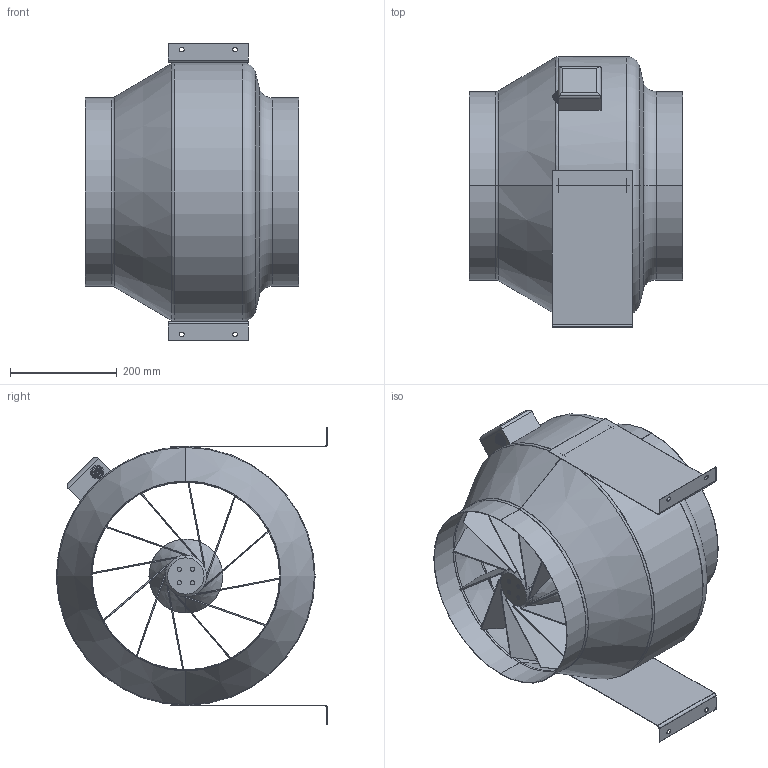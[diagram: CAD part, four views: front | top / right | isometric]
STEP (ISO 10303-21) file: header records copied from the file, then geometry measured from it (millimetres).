
FILE_DESCRIPTION (( 'STEP AP214' ), '1' );
FILE_NAME ('ERR_35-1-S.step', '2009-05-12T21:48:06', ( 'Wolfgang Schmidt' ), ( 'WS-KO' ), 'SwSTEP 2.0', 'SolidWorks 2008', '' );
FILE_SCHEMA (( 'AUTOMOTIVE_DESIGN' ));
Length unit declared in the file: millimetre
Products named in the file (1): ERR_35-1-S
Bounding box: 400 x 507 x 555 mm (x, y, z)
Volume: 2451099.1 mm3; surface area: 1778299.4 mm2
Topology: 4 solids, 4 shells, 227 faces, 584 edges, 375 vertices
Faces by surface type: plane 107, cylinder 66, cone 38, torus 16
Entity records: 7446 total; most frequent: CARTESIAN_POINT 1902, ORIENTED_EDGE 1168, DIRECTION 1124, EDGE_CURVE 584, AXIS2_PLACEMENT_3D 421, VERTEX_POINT 375, VECTOR 282, LINE 282
